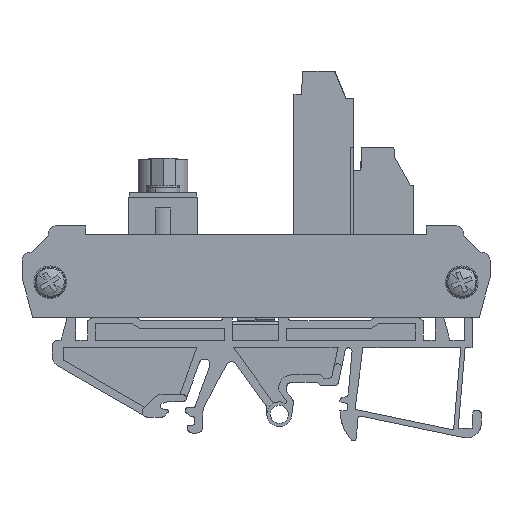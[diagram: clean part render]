
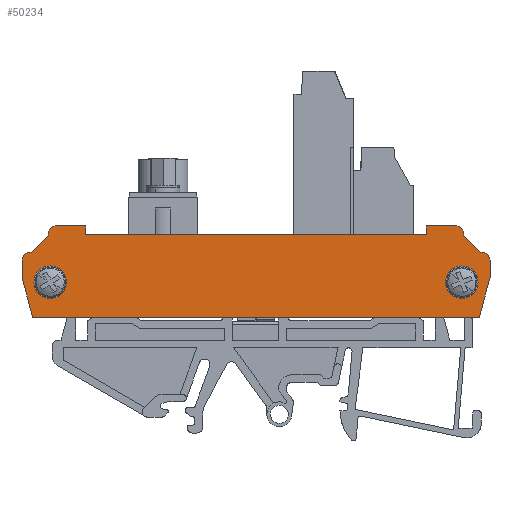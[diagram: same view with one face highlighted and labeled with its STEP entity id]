
A CAD part, left-side view. The second image highlights one B-rep face of the part: STEP entity #50234.
In plain terms, the highlighted planar face has unit normal (-1, 0, 0).
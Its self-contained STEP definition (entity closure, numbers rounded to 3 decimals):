
#30996=AXIS2_PLACEMENT_3D('Circle Axis2P3D',#30994,#30995,$) ;
#31037=AXIS2_PLACEMENT_3D('Circle Axis2P3D',#31035,#31036,$) ;
#41906=AXIS2_PLACEMENT_3D('Circle Axis2P3D',#41904,#41905,$) ;
#41947=AXIS2_PLACEMENT_3D('Circle Axis2P3D',#41945,#41946,$) ;
#41988=AXIS2_PLACEMENT_3D('Circle Axis2P3D',#41986,#41987,$) ;
#42018=AXIS2_PLACEMENT_3D('Circle Axis2P3D',#42016,#42017,$) ;
#42052=AXIS2_PLACEMENT_3D('Circle Axis2P3D',#42050,#42051,$) ;
#42082=AXIS2_PLACEMENT_3D('Circle Axis2P3D',#42080,#42081,$) ;
#50168=AXIS2_PLACEMENT_3D('Plane Axis2P3D',#50165,#50166,#50167) ;
#30991=CARTESIAN_POINT('Vertex',(0.,6.37,39.652)) ;
#30994=CARTESIAN_POINT('Axis2P3D Location',(0.,6.37,38.152)) ;
#30998=CARTESIAN_POINT('Vertex',(0.,4.87,38.152)) ;
#31032=CARTESIAN_POINT('Vertex',(0.,1.723,34.775)) ;
#31035=CARTESIAN_POINT('Axis2P3D Location',(0.,1.5,33.292)) ;
#31039=CARTESIAN_POINT('Vertex',(0.,0.,33.292)) ;
#41901=CARTESIAN_POINT('Vertex',(0.,86.4,33.292)) ;
#41904=CARTESIAN_POINT('Axis2P3D Location',(0.,84.9,33.292)) ;
#41908=CARTESIAN_POINT('Vertex',(0.,84.677,34.775)) ;
#41942=CARTESIAN_POINT('Vertex',(0.,81.53,38.152)) ;
#41945=CARTESIAN_POINT('Axis2P3D Location',(0.,80.03,38.152)) ;
#41949=CARTESIAN_POINT('Vertex',(0.,80.03,39.652)) ;
#41983=CARTESIAN_POINT('Vertex',(0.,8.2,29.252)) ;
#41986=CARTESIAN_POINT('Axis2P3D Location',(0.,5.2,29.252)) ;
#41990=CARTESIAN_POINT('Vertex',(0.,2.2,29.252)) ;
#42016=CARTESIAN_POINT('Axis2P3D Location',(0.,5.2,29.252)) ;
#42047=CARTESIAN_POINT('Vertex',(0.,84.2,29.252)) ;
#42050=CARTESIAN_POINT('Axis2P3D Location',(0.,81.2,29.252)) ;
#42054=CARTESIAN_POINT('Vertex',(0.,78.2,29.252)) ;
#42080=CARTESIAN_POINT('Axis2P3D Location',(0.,81.2,29.252)) ;
#47830=CARTESIAN_POINT('Vertex',(0.,81.53,37.922)) ;
#47833=CARTESIAN_POINT('Line Origine',(0.,81.53,38.037)) ;
#47856=CARTESIAN_POINT('Line Origine',(0.,83.103,36.349)) ;
#47885=CARTESIAN_POINT('Vertex',(0.,86.4,30.084)) ;
#47888=CARTESIAN_POINT('Line Origine',(0.,86.4,31.688)) ;
#47910=CARTESIAN_POINT('Vertex',(0.,11.8,38.052)) ;
#47915=CARTESIAN_POINT('Line Origine',(0.,11.8,38.852)) ;
#47919=CARTESIAN_POINT('Vertex',(0.,11.8,39.652)) ;
#47951=CARTESIAN_POINT('Vertex',(0.,74.6,38.052)) ;
#47956=CARTESIAN_POINT('Line Origine',(0.,43.2,38.052)) ;
#47983=CARTESIAN_POINT('Vertex',(0.,74.6,39.652)) ;
#47988=CARTESIAN_POINT('Line Origine',(0.,74.6,38.852)) ;
#48022=CARTESIAN_POINT('Vertex',(0.,84.435,22.752)) ;
#48025=CARTESIAN_POINT('Line Origine',(0.,85.418,26.418)) ;
#50097=CARTESIAN_POINT('Line Origine',(0.,77.315,39.652)) ;
#50165=CARTESIAN_POINT('Axis2P3D Location',(0.,1.5,33.292)) ;
#50170=CARTESIAN_POINT('Line Origine',(0.,3.297,36.349)) ;
#50174=CARTESIAN_POINT('Vertex',(0.,4.87,37.922)) ;
#50177=CARTESIAN_POINT('Line Origine',(0.,4.87,38.037)) ;
#50182=CARTESIAN_POINT('Line Origine',(0.,9.085,39.652)) ;
#50187=CARTESIAN_POINT('Line Origine',(0.,43.2,22.752)) ;
#50191=CARTESIAN_POINT('Vertex',(0.,1.965,22.752)) ;
#50194=CARTESIAN_POINT('Line Origine',(0.,0.982,26.418)) ;
#50198=CARTESIAN_POINT('Vertex',(0.,0.,30.084)) ;
#50201=CARTESIAN_POINT('Line Origine',(0.,0.,31.688)) ;
#30995=DIRECTION('Axis2P3D Direction',(1.,0.,0.)) ;
#31036=DIRECTION('Axis2P3D Direction',(1.,0.,0.)) ;
#41905=DIRECTION('Axis2P3D Direction',(1.,0.,0.)) ;
#41946=DIRECTION('Axis2P3D Direction',(1.,0.,0.)) ;
#41987=DIRECTION('Axis2P3D Direction',(-1.,0.,0.)) ;
#42017=DIRECTION('Axis2P3D Direction',(-1.,0.,0.)) ;
#42051=DIRECTION('Axis2P3D Direction',(-1.,0.,0.)) ;
#42081=DIRECTION('Axis2P3D Direction',(-1.,0.,0.)) ;
#47834=DIRECTION('Vector Direction',(0.,0.,-1.)) ;
#47857=DIRECTION('Vector Direction',(0.,-0.707,0.707)) ;
#47889=DIRECTION('Vector Direction',(0.,0.,1.)) ;
#47916=DIRECTION('Vector Direction',(0.,0.,1.)) ;
#47957=DIRECTION('Vector Direction',(0.,-1.,0.)) ;
#47989=DIRECTION('Vector Direction',(0.,0.,-1.)) ;
#48026=DIRECTION('Vector Direction',(0.,0.259,0.966)) ;
#50098=DIRECTION('Vector Direction',(0.,-1.,0.)) ;
#50166=DIRECTION('Axis2P3D Direction',(1.,0.,0.)) ;
#50167=DIRECTION('Axis2P3D XDirection',(0.,1.,0.)) ;
#50171=DIRECTION('Vector Direction',(0.,-0.707,-0.707)) ;
#50178=DIRECTION('Vector Direction',(0.,0.,1.)) ;
#50183=DIRECTION('Vector Direction',(0.,-1.,0.)) ;
#50188=DIRECTION('Vector Direction',(0.,1.,0.)) ;
#50195=DIRECTION('Vector Direction',(0.,0.259,-0.966)) ;
#50202=DIRECTION('Vector Direction',(0.,0.,-1.)) ;
#47835=VECTOR('Line Direction',#47834,1.) ;
#47858=VECTOR('Line Direction',#47857,1.) ;
#47890=VECTOR('Line Direction',#47889,1.) ;
#47917=VECTOR('Line Direction',#47916,1.) ;
#47958=VECTOR('Line Direction',#47957,1.) ;
#47990=VECTOR('Line Direction',#47989,1.) ;
#48027=VECTOR('Line Direction',#48026,1.) ;
#50099=VECTOR('Line Direction',#50098,1.) ;
#50172=VECTOR('Line Direction',#50171,1.) ;
#50179=VECTOR('Line Direction',#50178,1.) ;
#50184=VECTOR('Line Direction',#50183,1.) ;
#50189=VECTOR('Line Direction',#50188,1.) ;
#50196=VECTOR('Line Direction',#50195,1.) ;
#50203=VECTOR('Line Direction',#50202,1.) ;
#50207=ORIENTED_EDGE('',*,*,#50176,.F.) ;
#50208=ORIENTED_EDGE('',*,*,#50181,.T.) ;
#50209=ORIENTED_EDGE('',*,*,#31000,.F.) ;
#50210=ORIENTED_EDGE('',*,*,#50186,.F.) ;
#50211=ORIENTED_EDGE('',*,*,#47921,.F.) ;
#50212=ORIENTED_EDGE('',*,*,#47960,.F.) ;
#50213=ORIENTED_EDGE('',*,*,#47992,.F.) ;
#50214=ORIENTED_EDGE('',*,*,#50101,.F.) ;
#50215=ORIENTED_EDGE('',*,*,#41951,.F.) ;
#50216=ORIENTED_EDGE('',*,*,#47837,.T.) ;
#50217=ORIENTED_EDGE('',*,*,#47860,.F.) ;
#50218=ORIENTED_EDGE('',*,*,#41910,.F.) ;
#50219=ORIENTED_EDGE('',*,*,#47892,.F.) ;
#50220=ORIENTED_EDGE('',*,*,#48029,.F.) ;
#50221=ORIENTED_EDGE('',*,*,#50193,.F.) ;
#50222=ORIENTED_EDGE('',*,*,#50200,.F.) ;
#50223=ORIENTED_EDGE('',*,*,#50205,.F.) ;
#50224=ORIENTED_EDGE('',*,*,#31041,.F.) ;
#50227=ORIENTED_EDGE('',*,*,#42020,.F.) ;
#50228=ORIENTED_EDGE('',*,*,#41992,.F.) ;
#50231=ORIENTED_EDGE('',*,*,#42084,.F.) ;
#50232=ORIENTED_EDGE('',*,*,#42056,.F.) ;
#50229=FACE_BOUND('',#50226,.T.) ;
#50233=FACE_BOUND('',#50230,.T.) ;
#50234=ADVANCED_FACE('NONE',(#50225,#50229,#50233),#50169,.F.) ;
#30997=CIRCLE('generated circle',#30996,1.5) ;
#31038=CIRCLE('generated circle',#31037,1.5) ;
#41907=CIRCLE('generated circle',#41906,1.5) ;
#41948=CIRCLE('generated circle',#41947,1.5) ;
#41989=CIRCLE('generated circle',#41988,3.) ;
#42019=CIRCLE('generated circle',#42018,3.) ;
#42053=CIRCLE('generated circle',#42052,3.) ;
#42083=CIRCLE('generated circle',#42082,3.) ;
#31000=EDGE_CURVE('',#30992,#30999,#30997,.T.) ;
#31041=EDGE_CURVE('',#31033,#31040,#31038,.T.) ;
#41910=EDGE_CURVE('',#41902,#41909,#41907,.T.) ;
#41951=EDGE_CURVE('',#41943,#41950,#41948,.T.) ;
#41992=EDGE_CURVE('',#41984,#41991,#41989,.T.) ;
#42020=EDGE_CURVE('',#41991,#41984,#42019,.T.) ;
#42056=EDGE_CURVE('',#42048,#42055,#42053,.T.) ;
#42084=EDGE_CURVE('',#42055,#42048,#42083,.T.) ;
#47837=EDGE_CURVE('',#41943,#47831,#47836,.T.) ;
#47860=EDGE_CURVE('',#41909,#47831,#47859,.T.) ;
#47892=EDGE_CURVE('',#47886,#41902,#47891,.T.) ;
#47921=EDGE_CURVE('',#47911,#47920,#47918,.T.) ;
#47960=EDGE_CURVE('',#47952,#47911,#47959,.T.) ;
#47992=EDGE_CURVE('',#47984,#47952,#47991,.T.) ;
#48029=EDGE_CURVE('',#48023,#47886,#48028,.T.) ;
#50101=EDGE_CURVE('',#41950,#47984,#50100,.T.) ;
#50176=EDGE_CURVE('',#50175,#31033,#50173,.T.) ;
#50181=EDGE_CURVE('',#50175,#30999,#50180,.T.) ;
#50186=EDGE_CURVE('',#47920,#30992,#50185,.T.) ;
#50193=EDGE_CURVE('',#50192,#48023,#50190,.T.) ;
#50200=EDGE_CURVE('',#50199,#50192,#50197,.T.) ;
#50205=EDGE_CURVE('',#31040,#50199,#50204,.T.) ;
#50206=EDGE_LOOP('',(#50207,#50208,#50209,#50210,#50211,#50212,#50213,#50214,#50215,#50216,#50217,#50218,#50219,#50220,#50221,#50222,#50223,#50224)) ;
#50226=EDGE_LOOP('',(#50227,#50228)) ;
#50230=EDGE_LOOP('',(#50231,#50232)) ;
#50225=FACE_OUTER_BOUND('',#50206,.T.) ;
#47836=LINE('Line',#47833,#47835) ;
#47859=LINE('Line',#47856,#47858) ;
#47891=LINE('Line',#47888,#47890) ;
#47918=LINE('Line',#47915,#47917) ;
#47959=LINE('Line',#47956,#47958) ;
#47991=LINE('Line',#47988,#47990) ;
#48028=LINE('Line',#48025,#48027) ;
#50100=LINE('Line',#50097,#50099) ;
#50173=LINE('Line',#50170,#50172) ;
#50180=LINE('Line',#50177,#50179) ;
#50185=LINE('Line',#50182,#50184) ;
#50190=LINE('Line',#50187,#50189) ;
#50197=LINE('Line',#50194,#50196) ;
#50204=LINE('Line',#50201,#50203) ;
#50169=PLANE('',#50168) ;
#30992=VERTEX_POINT('',#30991) ;
#30999=VERTEX_POINT('',#30998) ;
#31033=VERTEX_POINT('',#31032) ;
#31040=VERTEX_POINT('',#31039) ;
#41902=VERTEX_POINT('',#41901) ;
#41909=VERTEX_POINT('',#41908) ;
#41943=VERTEX_POINT('',#41942) ;
#41950=VERTEX_POINT('',#41949) ;
#41984=VERTEX_POINT('',#41983) ;
#41991=VERTEX_POINT('',#41990) ;
#42048=VERTEX_POINT('',#42047) ;
#42055=VERTEX_POINT('',#42054) ;
#47831=VERTEX_POINT('',#47830) ;
#47886=VERTEX_POINT('',#47885) ;
#47911=VERTEX_POINT('',#47910) ;
#47920=VERTEX_POINT('',#47919) ;
#47952=VERTEX_POINT('',#47951) ;
#47984=VERTEX_POINT('',#47983) ;
#48023=VERTEX_POINT('',#48022) ;
#50175=VERTEX_POINT('',#50174) ;
#50192=VERTEX_POINT('',#50191) ;
#50199=VERTEX_POINT('',#50198) ;
